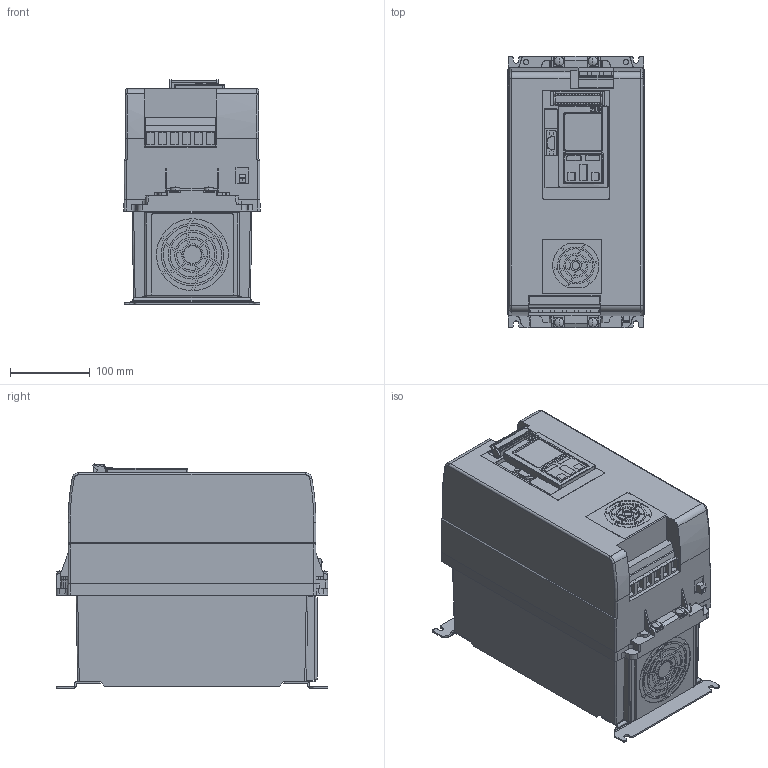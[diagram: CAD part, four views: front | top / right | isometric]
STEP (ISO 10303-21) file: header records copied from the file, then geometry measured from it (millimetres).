
FILE_DESCRIPTION (( 'STEP AP214' ), '1' );
FILE_NAME ('E0G6_KEB-COMBIVERT(00G6DAE-2S21).STEP', '2011-08-04T09:16:07', ( 'KEB' ), ( 'Karl E. Brinkmann GmbH' ), 'SwSTEP 2.0', 'SolidWorks 2007', '' );
FILE_SCHEMA (( 'AUTOMOTIVE_DESIGN' ));
Length unit declared in the file: millimetre
Products named in the file (1): E0G6_KEB-COMBIVERT(00G6DAE-2S21)
Bounding box: 170.49 x 340 x 280.66 mm (x, y, z)
Volume: 12391799.1 mm3; surface area: 736809.3 mm2
Topology: 20 solids, 22 shells, 1197 faces, 2972 edges, 1923 vertices
Faces by surface type: plane 641, cylinder 420, cone 78, bspline 35, torus 23
Entity records: 49946 total; most frequent: CARTESIAN_POINT 7824, DIRECTION 6016, ORIENTED_EDGE 5928, EDGE_CURVE 2964, AXIS2_PLACEMENT_3D 2085, VERTEX_POINT 1923, VECTOR 1846, LINE 1846
